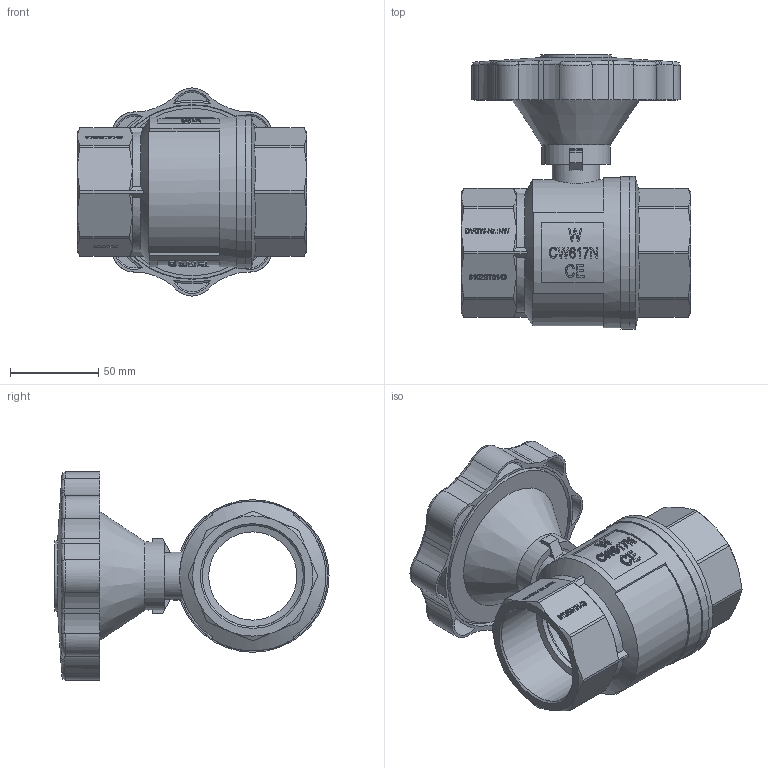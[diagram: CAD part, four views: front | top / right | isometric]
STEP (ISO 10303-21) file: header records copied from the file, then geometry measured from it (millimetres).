
FILE_DESCRIPTION(/* description */ ('Unknown'),/* implementation_level */ '2;1');
FILE_NAME(/* name */ '762-09',/* time_stamp */ '2022-08-09T09:05:35+02:00',/* author */ ('Unknown'),/* organization */ ('Unknown'),/* preprocessor_version */ 'ST-DEVELOPER v16.7',/* originating_system */ 'Solid Edge',/* authorisation */ 'Unknown');
FILE_SCHEMA (('AUTOMOTIVE_DESIGN {1 0 10303 214 3 1 1}'));
Length unit declared in the file: millimetre
Products named in the file (12): 762-09; 96000762-09_Handle; 96000762-09_Handle cover; 96000762-09_Handle plate; 96000762-09_Handle body; 96000762-09_painter; Kvrper-co_oa_0; Einschraubteil-; Kvrper; Spindel; Metalring; Stopfbuchse
Assembly tree (11 placements, depth 3):
  762-09
    96000762-09_Handle
      96000762-09_Handle cover
      96000762-09_Handle plate
      96000762-09_Handle body
      96000762-09_painter
    Kvrper-co_oa_0
      Einschraubteil-
      Kvrper
      Spindel
      Metalring
      Stopfbuchse
Bounding box: 130 x 155.35 x 118 mm (x, y, z)
Volume: 314910.4 mm3; surface area: 187486.7 mm2
Topology: 9 solids, 9 shells, 1981 faces, 5436 edges, 3598 vertices
Faces by surface type: plane 1614, cylinder 187, cone 85, bspline 75, torus 18, sphere 2
Full cylindrical faces by diameter (mm): 12 x4, 16 x2, 16.1 x1, 16.2 x1, 16.5 x1, 17.5 x4, 18 x1, 18.5 x1, 20 x6, 20.5 x2, 22 x1, 22.5 x2, 26.5 x1, 27 x1, 30 x1, 35.5 x1, 36 x1, 39 x1, 40 x2, 47 x1, 50 x2, 57.305 x2, 63 x2, 68 x1, 78 x1, 80 x1, 80.5 x2, 85 x1, 86.5 x2, 87 x1
Entity records: 66436 total; most frequent: CARTESIAN_POINT 15502, ORIENTED_EDGE 10674, DIRECTION 10387, EDGE_CURVE 5337, LINE 3597, VECTOR 3597, VERTEX_POINT 3576, AXIS2_PLACEMENT_3D 3395
